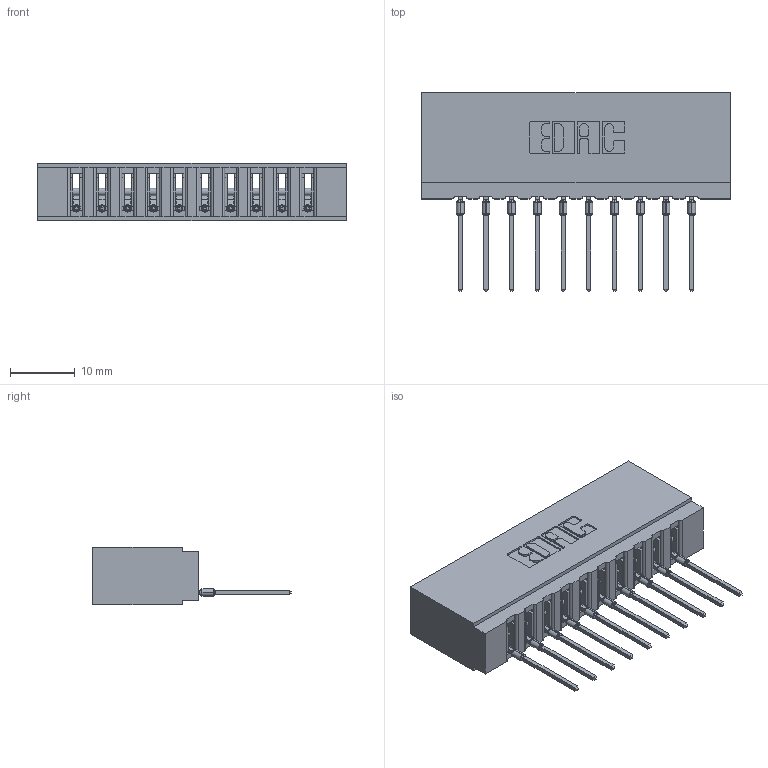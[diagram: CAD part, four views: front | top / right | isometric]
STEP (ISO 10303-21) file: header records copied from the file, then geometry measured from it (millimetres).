
FILE_DESCRIPTION (( 'STEP AP203' ), '1' );
FILE_NAME ('737-010-545-101.STEP', '2026-02-24T20:39:52', ( '' ), ( '' ), 'SwSTEP 2.0', 'SolidWorks 2023', '' );
FILE_SCHEMA (( 'CONFIG_CONTROL_DESIGN' ));
Length unit declared in the file: millimetre
Products named in the file (3): 737 Part_Insulator Option - 01; 745-292-001_545; 737-010-545-101
Assembly tree (11 placements, depth 2):
  737-010-545-101
    737 Part_Insulator Option - 01
    745-292-001_545  x10
Bounding box: 47.5 x 30.62 x 8.89 mm (x, y, z)
Volume: 4774.1 mm3; surface area: 6294.9 mm2
Topology: 11 solids, 11 shells, 1224 faces, 3365 edges, 2130 vertices
Faces by surface type: plane 734, cylinder 230, bspline 200, torus 60
Entity records: 21181 total; most frequent: CARTESIAN_POINT 4235, ORIENTED_EDGE 3616, DIRECTION 3164, EDGE_CURVE 1808, VECTOR 1566, LINE 1566, VERTEX_POINT 1158, AXIS2_PLACEMENT_3D 799
